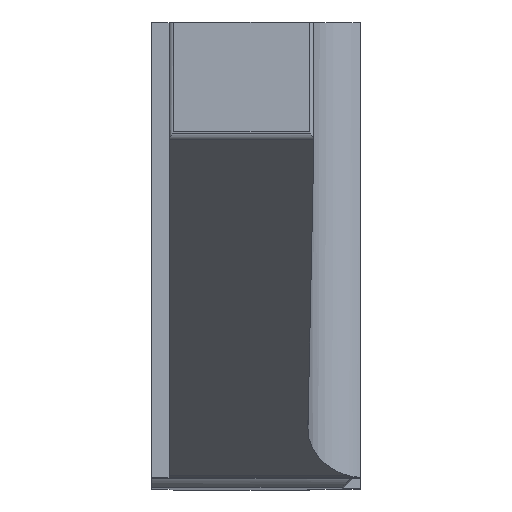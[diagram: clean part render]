
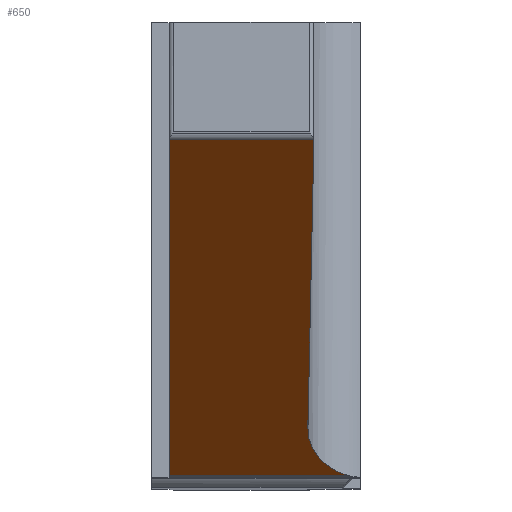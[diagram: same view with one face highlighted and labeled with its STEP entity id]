
A CAD part, top view. The second image highlights one B-rep face of the part: STEP entity #650.
In plain terms, the highlighted planar face has unit normal (0, -0.766, 0.643).
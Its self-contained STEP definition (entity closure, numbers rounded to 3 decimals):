
#17 = CARTESIAN_POINT ( 'NONE',  ( -3.296, 1.981, 19.943 ) ) ;
#39 = DIRECTION ( 'NONE',  ( 0.013, 0.643, 0.766 ) ) ;
#41 = CARTESIAN_POINT ( 'NONE',  ( -3.3, -3.813, 13.039 ) ) ;
#56 = DIRECTION ( 'NONE',  ( 0., -0.643, -0.766 ) ) ;
#62 = ORIENTED_EDGE ( 'NONE', *, *, #169, .F. ) ;
#66 = DIRECTION ( 'NONE',  ( 0., -0.766, 0.643 ) ) ;
#72 = PLANE ( 'NONE',  #1104 ) ;
#79 = CARTESIAN_POINT ( 'NONE',  ( 0., 2.018, 19.988 ) ) ;
#82 = CARTESIAN_POINT ( 'NONE',  ( -0.801, 1.96, 19.919 ) ) ;
#86 = CARTESIAN_POINT ( 'NONE',  ( -0.913, -3.385, 13.549 ) ) ;
#115 = CARTESIAN_POINT ( 'NONE',  ( 0., -3.813, 13.039 ) ) ;
#167 = CARTESIAN_POINT ( 'NONE',  ( -0.805, 1.981, 19.943 ) ) ;
#169 = EDGE_CURVE ( 'NONE', #1289, #714, #444, .T. ) ;
#209 = CARTESIAN_POINT ( 'NONE',  ( -0.8, 2.025, 19.996 ) ) ;
#236 = ORIENTED_EDGE ( 'NONE', *, *, #540, .F. ) ;
#294 =( BOUNDED_CURVE ( )  B_SPLINE_CURVE ( 3, ( #1039, #86, #1317, #1314 ),
 .UNSPECIFIED., .F., .T. ) 
 B_SPLINE_CURVE_WITH_KNOTS ( ( 4, 4 ),
 ( 1.553, 2.847 ),
 .UNSPECIFIED. ) 
 CURVE ( )  GEOMETRIC_REPRESENTATION_ITEM ( )  RATIONAL_B_SPLINE_CURVE ( ( 1., 0.865, 0.865, 1. ) ) 
 REPRESENTATION_ITEM ( '' )  );
#311 = EDGE_LOOP ( 'NONE', ( #1183, #62, #627, #842, #236, #574, #312 ) ) ;
#312 = ORIENTED_EDGE ( 'NONE', *, *, #1243, .F. ) ;
#346 = LINE ( 'NONE', #946, #788 ) ;
#400 = CARTESIAN_POINT ( 'NONE',  ( -0.801, 1.96, 19.919 ) ) ;
#416 = CARTESIAN_POINT ( 'NONE',  ( -0.801, 1.967, 19.927 ) ) ;
#418 = VECTOR ( 'NONE', #880, 1000. ) ;
#419 = CARTESIAN_POINT ( 'NONE',  ( -0.905, -2.995, 14.013 ) ) ;
#427 = CARTESIAN_POINT ( 'NONE',  ( -0.805, 1.981, 19.943 ) ) ;
#432 = CARTESIAN_POINT ( 'NONE',  ( -0.802, 1.974, 19.935 ) ) ;
#437 = EDGE_CURVE ( 'NONE', #693, #714, #346, .T. ) ;
#444 = LINE ( 'NONE', #115, #418 ) ;
#510 = CARTESIAN_POINT ( 'NONE',  ( -0.195, -3.813, 13.039 ) ) ;
#518 = CARTESIAN_POINT ( 'NONE',  ( -3.3, 1.961, 19.92 ) ) ;
#540 = EDGE_CURVE ( 'NONE', #636, #1134, #815, .T. ) ;
#574 = ORIENTED_EDGE ( 'NONE', *, *, #1286, .F. ) ;
#621 = VECTOR ( 'NONE', #657, 1000. ) ;
#627 = ORIENTED_EDGE ( 'NONE', *, *, #1376, .F. ) ;
#636 = VERTEX_POINT ( 'NONE', #167 ) ;
#650 = ADVANCED_FACE ( 'NONE', ( #1063 ), #72, .T. ) ;
#656 = CARTESIAN_POINT ( 'NONE',  ( -3.296, 1.981, 19.943 ) ) ;
#657 = DIRECTION ( 'NONE',  ( 1., 0., 0. ) ) ;
#665 = CARTESIAN_POINT ( 'NONE',  ( -3.299, 1.975, 19.936 ) ) ;
#693 = VERTEX_POINT ( 'NONE', #518 ) ;
#714 = VERTEX_POINT ( 'NONE', #41 ) ;
#781 = CARTESIAN_POINT ( 'NONE',  ( 0., 1.981, 19.943 ) ) ;
#788 = VECTOR ( 'NONE', #960, 1000. ) ;
#815 =( BOUNDED_CURVE ( )  B_SPLINE_CURVE ( 3, ( #427, #432, #416, #400 ),
 .UNSPECIFIED., .F., .F. ) 
 B_SPLINE_CURVE_WITH_KNOTS ( ( 4, 4 ),
 ( 4.415, 4.73 ),
 .UNSPECIFIED. ) 
 CURVE ( )  GEOMETRIC_REPRESENTATION_ITEM ( )  RATIONAL_B_SPLINE_CURVE ( ( 1., 0.992, 0.992, 1. ) ) 
 REPRESENTATION_ITEM ( '' )  );
#842 = ORIENTED_EDGE ( 'NONE', *, *, #868, .T. ) ;
#856 = CARTESIAN_POINT ( 'NONE',  ( -3.3, 1.961, 19.92 ) ) ;
#868 = EDGE_CURVE ( 'NONE', #937, #1134, #1348, .T. ) ;
#880 = DIRECTION ( 'NONE',  ( -1., 0., 0. ) ) ;
#937 = VERTEX_POINT ( 'NONE', #419 ) ;
#946 = CARTESIAN_POINT ( 'NONE',  ( -3.3, 2.018, 19.988 ) ) ;
#954 = VERTEX_POINT ( 'NONE', #17 ) ;
#960 = DIRECTION ( 'NONE',  ( 0., -0.643, -0.766 ) ) ;
#1039 = CARTESIAN_POINT ( 'NONE',  ( -0.905, -2.995, 14.013 ) ) ;
#1063 = FACE_OUTER_BOUND ( 'NONE', #311, .T. ) ;
#1104 = AXIS2_PLACEMENT_3D ( 'NONE', #79, #66, #56 ) ;
#1134 = VERTEX_POINT ( 'NONE', #82 ) ;
#1150 = CARTESIAN_POINT ( 'NONE',  ( -3.3, 1.968, 19.928 ) ) ;
#1183 = ORIENTED_EDGE ( 'NONE', *, *, #437, .T. ) ;
#1187 = LINE ( 'NONE', #781, #621 ) ;
#1243 = EDGE_CURVE ( 'NONE', #693, #954, #1363, .T. ) ;
#1286 = EDGE_CURVE ( 'NONE', #954, #636, #1187, .T. ) ;
#1289 = VERTEX_POINT ( 'NONE', #510 ) ;
#1314 = CARTESIAN_POINT ( 'NONE',  ( -0.195, -3.813, 13.039 ) ) ;
#1317 = CARTESIAN_POINT ( 'NONE',  ( -0.639, -3.7, 13.173 ) ) ;
#1346 = VECTOR ( 'NONE', #39, 1000. ) ;
#1348 = LINE ( 'NONE', #209, #1346 ) ;
#1363 =( BOUNDED_CURVE ( )  B_SPLINE_CURVE ( 3, ( #856, #1150, #665, #656 ),
 .UNSPECIFIED., .F., .T. ) 
 B_SPLINE_CURVE_WITH_KNOTS ( ( 4, 4 ),
 ( 1.571, 1.869 ),
 .UNSPECIFIED. ) 
 CURVE ( )  GEOMETRIC_REPRESENTATION_ITEM ( )  RATIONAL_B_SPLINE_CURVE ( ( 1., 0.993, 0.993, 1. ) ) 
 REPRESENTATION_ITEM ( '' )  );
#1376 = EDGE_CURVE ( 'NONE', #937, #1289, #294, .T. ) ;
